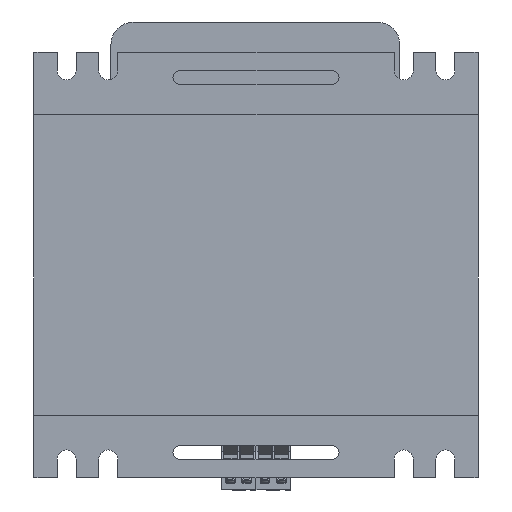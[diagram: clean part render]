
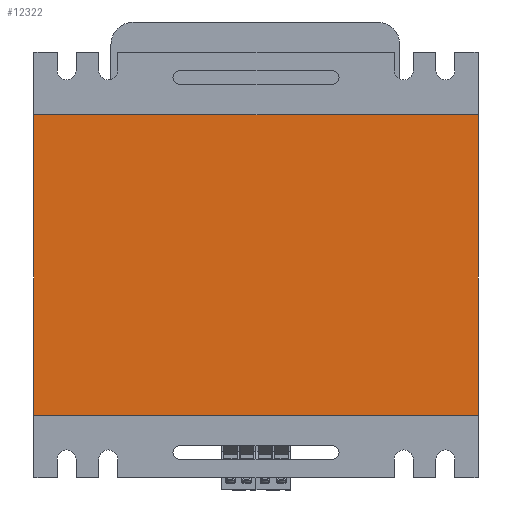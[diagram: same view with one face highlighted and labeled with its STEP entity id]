
A CAD part, front view. The second image highlights one B-rep face of the part: STEP entity #12322.
In plain terms, the highlighted planar face has unit normal (0, -1, 0).
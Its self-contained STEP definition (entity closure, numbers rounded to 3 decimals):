
#186 = LINE ( 'NONE', #12419, #33556 ) ;
#387 = DIRECTION ( 'NONE',  ( 0., 0., -1. ) ) ;
#633 = VERTEX_POINT ( 'NONE', #19630 ) ;
#810 = LINE ( 'NONE', #22523, #32783 ) ;
#892 = PLANE ( 'NONE',  #26790 ) ;
#2526 = EDGE_CURVE ( 'NONE', #633, #33233, #14736, .T. ) ;
#2675 = CARTESIAN_POINT ( 'NONE',  ( -201.761, 0., 0. ) ) ;
#3507 = FACE_OUTER_BOUND ( 'NONE', #30184, .T. ) ;
#5087 = DIRECTION ( 'NONE',  ( 1., 0., 0. ) ) ;
#9240 = DIRECTION ( 'NONE',  ( 1., 0., 0. ) ) ;
#11775 = ORIENTED_EDGE ( 'NONE', *, *, #13990, .F. ) ;
#11818 = ORIENTED_EDGE ( 'NONE', *, *, #2526, .T. ) ;
#12322 = ADVANCED_FACE ( 'NONE', ( #3507 ), #892, .F. ) ;
#12419 = CARTESIAN_POINT ( 'NONE',  ( -201.761, 0., 130. ) ) ;
#13990 = EDGE_CURVE ( 'NONE', #19339, #14678, #20142, .T. ) ;
#14678 = VERTEX_POINT ( 'NONE', #34732 ) ;
#14736 = LINE ( 'NONE', #2675, #33689 ) ;
#15953 = DIRECTION ( 'NONE',  ( 0., 1., 0. ) ) ;
#16368 = CARTESIAN_POINT ( 'NONE',  ( -201.761, 0., 130. ) ) ;
#18188 = VECTOR ( 'NONE', #9240, 1000. ) ;
#18245 = EDGE_CURVE ( 'NONE', #14678, #33233, #810, .T. ) ;
#19183 = ORIENTED_EDGE ( 'NONE', *, *, #25083, .T. ) ;
#19339 = VERTEX_POINT ( 'NONE', #23587 ) ;
#19630 = CARTESIAN_POINT ( 'NONE',  ( -201.761, 0., 0. ) ) ;
#20142 = LINE ( 'NONE', #26777, #18188 ) ;
#22523 = CARTESIAN_POINT ( 'NONE',  ( -9.761, 0., 130. ) ) ;
#23587 = CARTESIAN_POINT ( 'NONE',  ( -201.761, 0., 130. ) ) ;
#25083 = EDGE_CURVE ( 'NONE', #19339, #633, #186, .T. ) ;
#25897 = ORIENTED_EDGE ( 'NONE', *, *, #18245, .F. ) ;
#26157 = CARTESIAN_POINT ( 'NONE',  ( -9.761, 0., 0. ) ) ;
#26777 = CARTESIAN_POINT ( 'NONE',  ( -201.761, 0., 130. ) ) ;
#26790 = AXIS2_PLACEMENT_3D ( 'NONE', #16368, #15953, #34669 ) ;
#30184 = EDGE_LOOP ( 'NONE', ( #11818, #25897, #11775, #19183 ) ) ;
#32783 = VECTOR ( 'NONE', #37605, 1000. ) ;
#33233 = VERTEX_POINT ( 'NONE', #26157 ) ;
#33556 = VECTOR ( 'NONE', #387, 1000. ) ;
#33689 = VECTOR ( 'NONE', #5087, 1000. ) ;
#34669 = DIRECTION ( 'NONE',  ( 0., 0., 1. ) ) ;
#34732 = CARTESIAN_POINT ( 'NONE',  ( -9.761, 0., 130. ) ) ;
#37605 = DIRECTION ( 'NONE',  ( 0., 0., -1. ) ) ;
